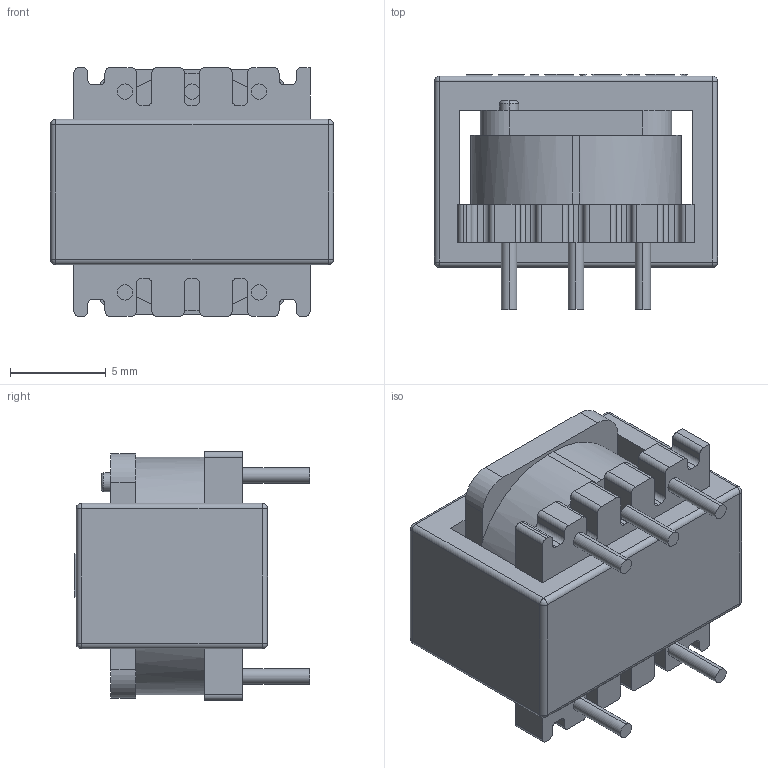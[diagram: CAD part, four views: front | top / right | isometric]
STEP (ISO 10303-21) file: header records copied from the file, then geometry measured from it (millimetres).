
FILE_DESCRIPTION (( 'STEP AP214' ), '1' );
FILE_NAME ('872EFF83-F3A1-4B2A-A924-50536D6C78ED.STEP', '2025-09-15T13:47:03', ( '' ), ( '' ), 'SwSTEP 2.0', 'SolidWorks 2022', '' );
FILE_SCHEMA (( 'AUTOMOTIVE_DESIGN' ));
Length unit declared in the file: millimetre
Products named in the file (1): 872EFF83-F3A1-4B2A-A924-50536D6C78ED
Bounding box: 14.8 x 12.3 x 13 mm (x, y, z)
Volume: 1353.9 mm3; surface area: 1121.3 mm2
Topology: 2 solids, 2 shells, 305 faces, 820 edges, 526 vertices
Faces by surface type: plane 220, cylinder 75, sphere 8, torus 2
Entity records: 9769 total; most frequent: CARTESIAN_POINT 1644, ORIENTED_EDGE 1624, DIRECTION 1594, EDGE_CURVE 812, VECTOR 642, LINE 642, VERTEX_POINT 526, AXIS2_PLACEMENT_3D 476
